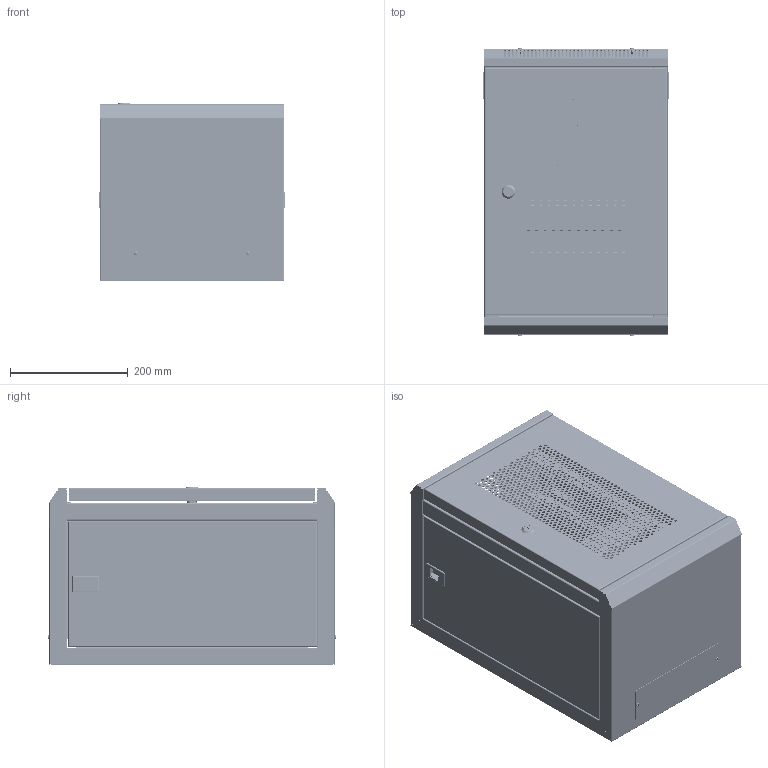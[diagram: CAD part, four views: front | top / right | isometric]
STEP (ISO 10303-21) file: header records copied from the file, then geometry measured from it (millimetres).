
FILE_DESCRIPTION (( 'STEP AP214' ), '1' );
FILE_NAME ('00406852.step', '2022-04-26T20:16:47', ( '' ), ( '' ), 'SwSTEP 2.0', 'SolidWorks 2021', '' );
FILE_SCHEMA (( 'AUTOMOTIVE_DESIGN' ));
Length unit declared in the file: inch
Products named in the file (23): M6 X 13 GND STUD; COVER, CABLE GLAND; CABINET BASE, 9U X 300mm X 312mm; SMM3309-CABINET ASSY; 00406852; GB9074-4-88-M3X6; CABINET POST, VERT, 9U; lock cam; CANTILEVER SHELF, 1U X 10 INCH X 150mm DEEP; PDU-K0_ASM; MOUNTING POST, 9U; SIDE PANEL, 9U, SMM3309; LOCK ASSY, 10 IN. CABINET; PERFORATED DOOR AND LOCK ASSY, 9U; PERFORATED DOOR, 9U; PDU_K1; 10 INCH FLANGED RACK PANEL, 1U; lock cylinder; M4X8LS; lock hex nut; SIDE PANEL ASSY, 9U, SMM3309; PERFORATED DOOR ASSY, 9U; PDU_K2
Assembly tree (35 placements, depth 5):
  00406852
    SMM3309-CABINET ASSY
      CABINET BASE, 9U X 300mm X 312mm
      SIDE PANEL ASSY, 9U, SMM3309  x2
        SIDE PANEL, 9U, SMM3309
        PDU-K0_ASM
          PDU_K2
          PDU_K1
      CABINET POST, VERT, 9U  x2
      MOUNTING POST, 9U  x6
      COVER, CABLE GLAND  x2
      M4X8LS  x4
      M6 X 13 GND STUD
      CANTILEVER SHELF, 1U X 10 INCH X 150mm DEEP  x2
      10 INCH FLANGED RACK PANEL, 1U
    PERFORATED DOOR AND LOCK ASSY, 9U
      PERFORATED DOOR ASSY, 9U
        PERFORATED DOOR, 9U
        M6 X 13 GND STUD
      LOCK ASSY, 10 IN. CABINET
        lock cylinder
        GB9074-4-88-M3X6
        lock cam
        lock hex nut
Bounding box: 316.5 x 489.63 x 303 mm (x, y, z)
Volume: 1015148.5 mm3; surface area: 2384841 mm2
Topology: 34 solids, 36 shells, 5015 faces, 14813 edges, 9859 vertices
Faces by surface type: cylinder 2979, plane 1845, bspline 171, cone 18, torus 2
Entity records: 149423 total; most frequent: CARTESIAN_POINT 43239, DIRECTION 22379, ORIENTED_EDGE 21388, EDGE_CURVE 10707, AXIS2_PLACEMENT_3D 8724, VERTEX_POINT 7087, EDGE_LOOP 5964, CIRCLE 5134
